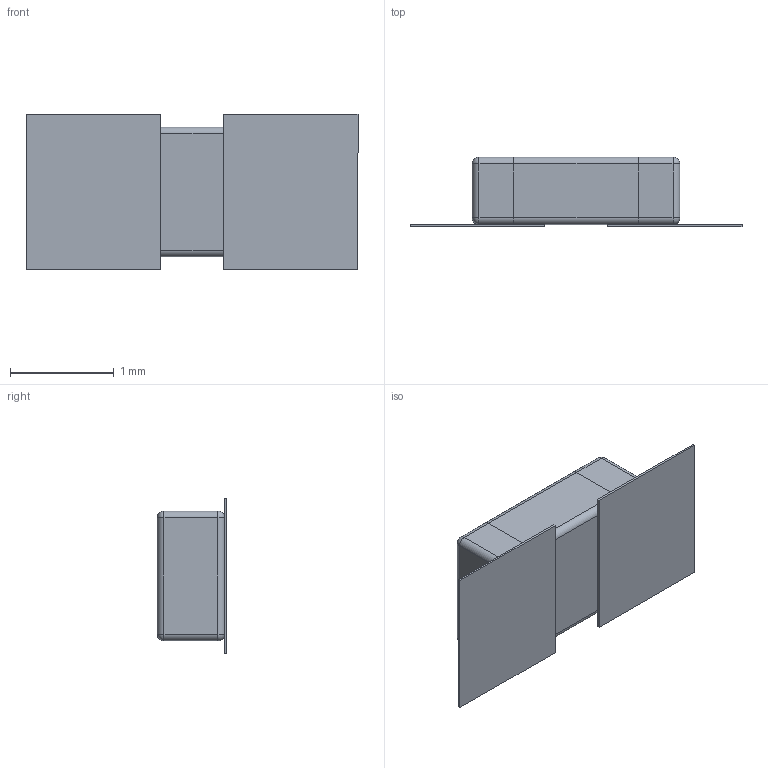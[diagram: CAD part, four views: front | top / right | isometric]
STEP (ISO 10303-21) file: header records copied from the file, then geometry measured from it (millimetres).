
FILE_DESCRIPTION (( 'STEP AP214' ), '1' );
FILE_NAME ('SW3dPS-Chip Resistor.STEP', '2009-10-24T13:38:01', ( 'SysAdmin' ), ( 'SolidWorks' ), 'SwSTEP 2.0', 'SolidWorks 2009', '' );
FILE_SCHEMA (( 'AUTOMOTIVE_DESIGN' ));
Length unit declared in the file: millimetre
Products named in the file (1): SW3dPS-Chip Resistor
Bounding box: 3.2 x 0.67 x 1.5 mm (x, y, z)
Volume: 1.7 mm3; surface area: 20 mm2
Topology: 5 solids, 5 shells, 58 faces, 128 edges, 72 vertices
Faces by surface type: plane 30, cylinder 20, sphere 8
Entity records: 2110 total; most frequent: DIRECTION 278, CARTESIAN_POINT 251, ORIENTED_EDGE 240, EDGE_CURVE 120, AXIS2_PLACEMENT_3D 99, LINE 80, VECTOR 80, VERTEX_POINT 72
